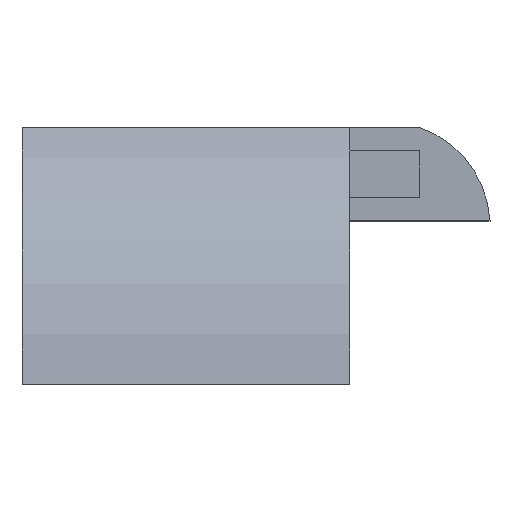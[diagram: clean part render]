
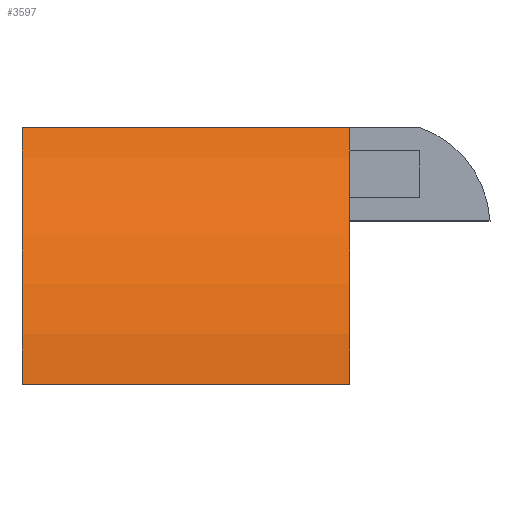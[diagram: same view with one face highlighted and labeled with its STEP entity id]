
A CAD part, top view. The second image highlights one B-rep face of the part: STEP entity #3597.
In plain terms, the highlighted cylindrical face has radius 130 mm (diameter 260 mm), a partial arc.
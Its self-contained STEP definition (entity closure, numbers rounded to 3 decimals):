
#415=FACE_OUTER_BOUND('',#658,.T.);
#658=EDGE_LOOP('',(#3231,#3232,#3233,#3234));
#975=LINE('',#6185,#1289);
#976=LINE('',#6189,#1290);
#1289=VECTOR('',#5086,10.);
#1290=VECTOR('',#5091,10.);
#1477=CIRCLE('',#4008,130.);
#1479=CIRCLE('',#4013,130.);
#1773=VERTEX_POINT('',#6173);
#1774=VERTEX_POINT('',#6175);
#1776=VERTEX_POINT('',#6183);
#1777=VERTEX_POINT('',#6187);
#2267=EDGE_CURVE('',#1773,#1774,#1477,.T.);
#2272=EDGE_CURVE('',#1773,#1776,#975,.T.);
#2273=EDGE_CURVE('',#1777,#1776,#1479,.T.);
#2274=EDGE_CURVE('',#1774,#1777,#976,.T.);
#3231=ORIENTED_EDGE('',*,*,#2267,.F.);
#3232=ORIENTED_EDGE('',*,*,#2272,.T.);
#3233=ORIENTED_EDGE('',*,*,#2273,.F.);
#3234=ORIENTED_EDGE('',*,*,#2274,.F.);
#3395=CYLINDRICAL_SURFACE('',#4012,130.);
#3597=ADVANCED_FACE('',(#415),#3395,.T.);
#4008=AXIS2_PLACEMENT_3D('',#6176,#5075,#5076);
#4012=AXIS2_PLACEMENT_3D('',#6186,#5087,#5088);
#4013=AXIS2_PLACEMENT_3D('',#6188,#5089,#5090);
#5075=DIRECTION('center_axis',(-1.,0.,0.));
#5076=DIRECTION('ref_axis',(0.,0.843,0.538));
#5086=DIRECTION('',(1.,0.,0.));
#5087=DIRECTION('center_axis',(1.,0.,0.));
#5088=DIRECTION('ref_axis',(0.,0.843,0.538));
#5089=DIRECTION('center_axis',(1.,0.,0.));
#5090=DIRECTION('ref_axis',(0.,0.843,0.538));
#5091=DIRECTION('',(1.,0.,0.));
#6173=CARTESIAN_POINT('',(0.,-70.,60.));
#6175=CARTESIAN_POINT('',(0.,40.,0.));
#6176=CARTESIAN_POINT('Origin',(0.,-69.545,-69.999));
#6183=CARTESIAN_POINT('',(140.,-70.,60.));
#6185=CARTESIAN_POINT('',(0.,-70.,60.));
#6186=CARTESIAN_POINT('Origin',(0.,-69.545,-69.999));
#6187=CARTESIAN_POINT('',(140.,40.,0.));
#6188=CARTESIAN_POINT('Origin',(140.,-69.545,-69.999));
#6189=CARTESIAN_POINT('',(0.,40.,0.));
